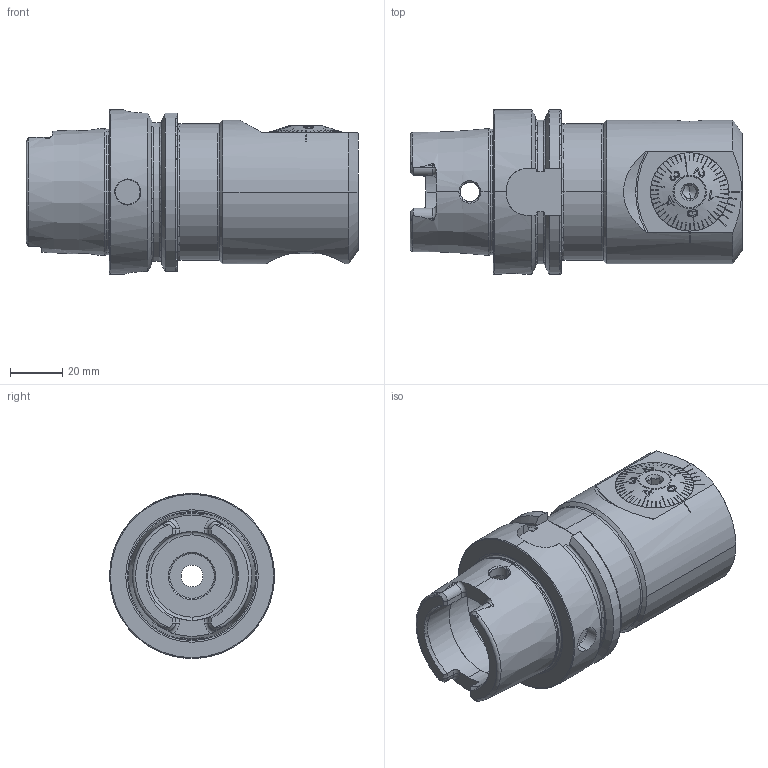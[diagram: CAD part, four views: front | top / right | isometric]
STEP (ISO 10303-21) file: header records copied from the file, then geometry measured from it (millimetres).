
FILE_DESCRIPTION (( 'STEP AP203' ), '1' );
FILE_NAME ('B08.806.055.095.STEP', '2021-03-01T09:28:39', ( '' ), ( '' ), 'SwSTEP 2.0', 'SolidWorks 2017', '' );
FILE_SCHEMA (( 'CONFIG_CONTROL_DESIGN' ));
Length unit declared in the file: millimetre
Products named in the file (17): A55-BG2.014.007_A_mit Gewinde; WCB-ER2.001.009_A; A55-BG2.011.016_D; ISO 4026 - M10 x 16_PreviewCfg; Fxx-MAB.xxx.xxx_A_F32x1.3; A55-BG1.DA3.041_A; Klebstoff D10; A55-BG2.013.005_C; B08.806.055.095; DIN 3771 - 17x2; ISO 4026 - M10 x 8; A55-BG1.DA4.041; A55-BG1.012.007_C; HA6-A55.AA3.095_A_Fertigbearbeitung; DIN 3771 - 25x1.5; A55-BG3.011.033_A_gek〉zt; A55-BG2.012.006_B
Assembly tree (17 placements, depth 3):
  B08.806.055.095
    HA6-A55.AA3.095_A_Fertigbearbeitung
    A55-BG3.011.033_A_gek〉zt
    ISO 4026 - M10 x 8
    WCB-ER2.001.009_A
    Klebstoff D10
    A55-BG1.DA4.041
      A55-BG1.DA3.041_A
      A55-BG1.012.007_C
      A55-BG2.011.016_D
      A55-BG2.013.005_C
      DIN 3771 - 25x1.5
      A55-BG2.014.007_A_mit Gewinde
      A55-BG2.012.006_B
      Fxx-MAB.xxx.xxx_A_F32x1.3
      ISO 4026 - M10 x 16_PreviewCfg  x2
      DIN 3771 - 17x2
Bounding box: 126.9 x 63 x 63 mm (x, y, z)
Volume: 213867.5 mm3; surface area: 56942.1 mm2
Topology: 16 solids, 16 shells, 887 faces, 2311 edges, 1466 vertices
Faces by surface type: plane 367, cone 189, cylinder 178, torus 81, bspline 70, sphere 2
Entity records: 39430 total; most frequent: CARTESIAN_POINT 17382, ORIENTED_EDGE 4546, DIRECTION 3778, EDGE_CURVE 2273, AXIS2_PLACEMENT_3D 1464, VERTEX_POINT 1446, EDGE_LOOP 921, FACE_OUTER_BOUND 872
